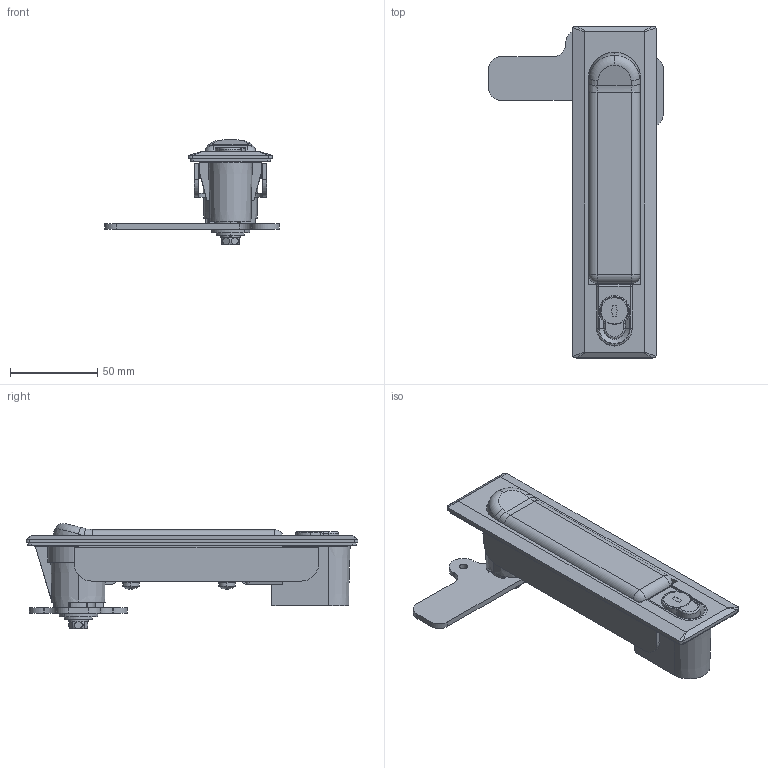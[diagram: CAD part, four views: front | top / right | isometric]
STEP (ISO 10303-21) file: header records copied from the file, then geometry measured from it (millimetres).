
FILE_DESCRIPTION (( 'STEP AP203' ), '1' );
FILE_NAME ('A-490-1.STEP', '2021-11-08T05:11:50', ( '' ), ( '' ), 'SwSTEP 2.0', 'SolidWorks 2018', '' );
FILE_SCHEMA (( 'CONFIG_CONTROL_DESIGN' ));
Length unit declared in the file: millimetre
Products named in the file (16): 廫帤寠晅偒榋妏儃儖僩M6_M6亊18; A-490ローターケース_; A-490本体_; A-490止め板_; A-490回転軸_; 仩10僗儁乕僒乕_冇22亊仩10亊t2.0; スプリングワッシャーM5_JIS B 1251 No.2 5; A-490ハンドル_; A-490ストッパー_; 暯儚僢僔儍乕M6暲娵_M6-冇16亊冇6.3亊t1.6; AC-25-E-1,-2_AC-25-E-1; A-490-1; A-490パッキン_; 廫帤寠晅側傋偹偠M5_M5亊12; A-490押ボタン__R0220; スプリングワッシャーM6_JIS B 1251 No.2 6
Assembly tree (17 placements, depth 2):
  A-490-1
    A-490本体_
    A-490パッキン_
    A-490止め板_
    A-490ハンドル_
    仩10僗儁乕僒乕_冇22亊仩10亊t2.0
    暯儚僢僔儍乕M6暲娵_M6-冇16亊冇6.3亊t1.6
    廫帤寠晅偒榋妏儃儖僩M6_M6亊18
    スプリングワッシャーM6_JIS B 1251 No.2 6
    AC-25-E-1,-2_AC-25-E-1
    廫帤寠晅側傋偹偠M5_M5亊12  x2
    スプリングワッシャーM5_JIS B 1251 No.2 5  x2
    A-490回転軸_
    A-490ストッパー_
    A-490ローターケース_
    A-490押ボタン__R0220
Bounding box: 100 x 190 x 60.19 mm (x, y, z)
Volume: 165501.1 mm3; surface area: 98647.7 mm2
Topology: 17 solids, 17 shells, 527 faces, 1353 edges, 867 vertices
Faces by surface type: plane 294, cylinder 171, torus 28, bspline 14, sphere 14, cone 6
Entity records: 18079 total; most frequent: CARTESIAN_POINT 4111, DIRECTION 2602, ORIENTED_EDGE 2538, EDGE_CURVE 1269, AXIS2_PLACEMENT_3D 934, VERTEX_POINT 819, LINE 734, VECTOR 734
